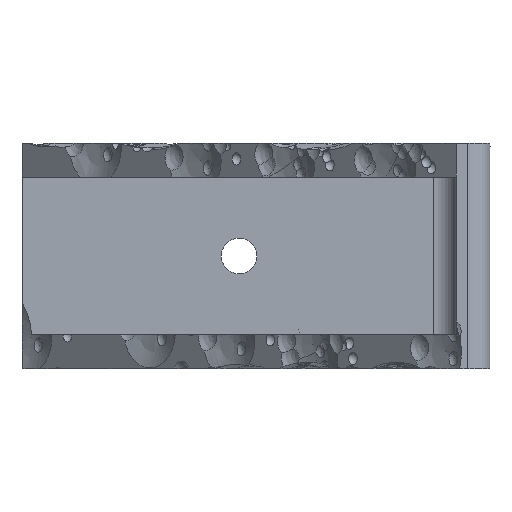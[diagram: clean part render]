
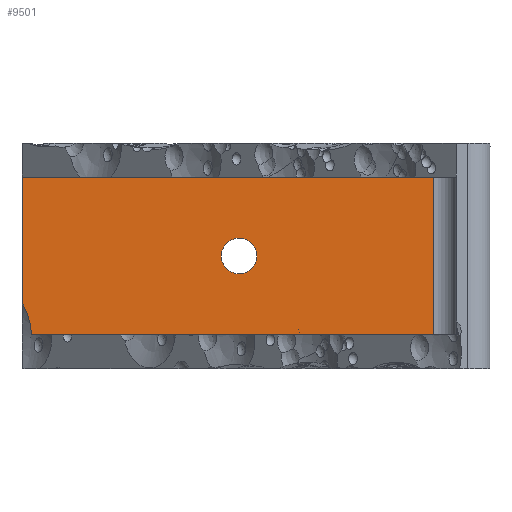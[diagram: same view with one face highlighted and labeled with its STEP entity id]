
A CAD part, left-side view. The second image highlights one B-rep face of the part: STEP entity #9501.
In plain terms, the highlighted planar face has unit normal (-1, 0, 0).
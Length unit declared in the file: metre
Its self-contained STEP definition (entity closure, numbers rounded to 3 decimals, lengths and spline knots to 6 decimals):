
#545=LINE('',#16685,#849);
#547=LINE('',#16725,#851);
#548=LINE('',#16728,#852);
#549=LINE('',#16730,#853);
#849=VECTOR('',#12814,1.);
#851=VECTOR('',#12860,1.);
#852=VECTOR('',#12863,1.);
#853=VECTOR('',#12864,1.);
#1643=ORIENTED_EDGE('',*,*,#4678,.F.);
#1644=ORIENTED_EDGE('',*,*,#4679,.T.);
#1645=ORIENTED_EDGE('',*,*,#4680,.T.);
#1646=ORIENTED_EDGE('',*,*,#4656,.T.);
#1647=ORIENTED_EDGE('',*,*,#4681,.T.);
#1648=ORIENTED_EDGE('',*,*,#4682,.F.);
#4656=EDGE_CURVE('',#6159,#6160,#545,.F.);
#4678=EDGE_CURVE('',#6174,#6174,#7202,.T.);
#4679=EDGE_CURVE('',#6051,#6175,#547,.T.);
#4680=EDGE_CURVE('',#6175,#6159,#7203,.T.);
#4681=EDGE_CURVE('',#6160,#6176,#548,.F.);
#4682=EDGE_CURVE('',#6051,#6176,#549,.F.);
#6051=VERTEX_POINT('',#16447);
#6159=VERTEX_POINT('',#16686);
#6160=VERTEX_POINT('',#16687);
#6174=VERTEX_POINT('',#16724);
#6175=VERTEX_POINT('',#16726);
#6176=VERTEX_POINT('',#16729);
#7202=CIRCLE('',#10535,0.001575);
#7203=CIRCLE('',#10536,0.006427);
#8031=EDGE_LOOP('',(#1643));
#8032=EDGE_LOOP('',(#1644,#1645,#1646,#1647,#1648));
#8707=FACE_BOUND('',#8031,.T.);
#8708=FACE_BOUND('',#8032,.T.);
#9359=PLANE('',#10534);
#9501=ADVANCED_FACE('',(#8707,#8708),#9359,.F.);
#10534=AXIS2_PLACEMENT_3D('',#16722,#12856,#12857);
#10535=AXIS2_PLACEMENT_3D('',#16723,#12858,#12859);
#10536=AXIS2_PLACEMENT_3D('',#16727,#12861,#12862);
#12814=DIRECTION('',(0.,1.,0.));
#12856=DIRECTION('',(1.,0.,0.));
#12857=DIRECTION('',(0.,0.,-1.));
#12858=DIRECTION('',(-1.,0.,0.));
#12859=DIRECTION('',(0.,0.,1.));
#12860=DIRECTION('',(0.,0.,-1.));
#12861=DIRECTION('',(1.,0.,0.));
#12862=DIRECTION('',(0.,0.,-1.));
#12863=DIRECTION('',(0.,0.,-1.));
#12864=DIRECTION('',(0.,1.,0.));
#16447=CARTESIAN_POINT('',(-0.0015,0.04,0.017));
#16685=CARTESIAN_POINT('',(-0.0015,0.019889,0.003));
#16686=CARTESIAN_POINT('',(-0.0015,0.039157,0.003));
#16687=CARTESIAN_POINT('',(-0.0015,0.0035,0.003));
#16722=CARTESIAN_POINT('',(-0.0015,0.019889,0.02));
#16723=CARTESIAN_POINT('',(-0.0015,0.02075,0.01));
#16724=CARTESIAN_POINT('',(-0.0015,0.02075,0.011575));
#16725=CARTESIAN_POINT('',(-0.0015,0.04,0.02));
#16726=CARTESIAN_POINT('',(-0.0015,0.04,0.005935));
#16727=CARTESIAN_POINT('',(-0.0015,0.045579,0.002744));
#16728=CARTESIAN_POINT('',(-0.0015,0.0035,0.017));
#16729=CARTESIAN_POINT('',(-0.0015,0.0035,0.017));
#16730=CARTESIAN_POINT('',(-0.0015,0.019889,0.017));
